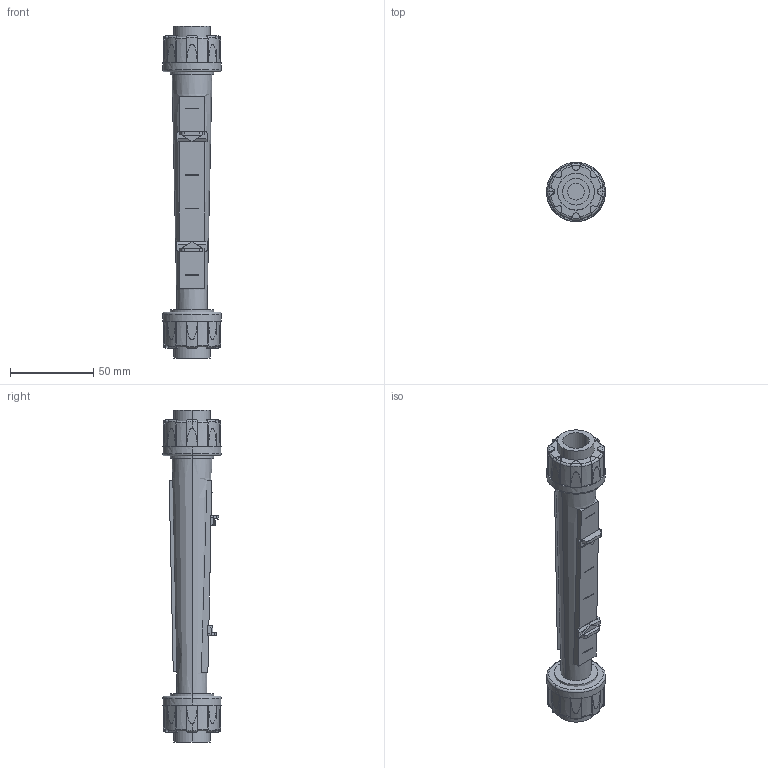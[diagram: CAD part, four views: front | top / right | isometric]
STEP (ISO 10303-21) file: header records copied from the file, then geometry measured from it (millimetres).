
FILE_DESCRIPTION(('STEP AP214'),'1');
FILE_NAME('cctmp_0DE9DC5B-BBFB-46F4-8507-321AE916A21F_2021_11_30_13_26_18_105..stp','2021-11-30T12:26:18',('ASV Stübbe GmbH & Co. KG'),('CADClick - www.CADClick.com'),'Spatial InterOp 3D',' ','unknown authorization');
FILE_SCHEMA(('AUTOMOTIVE_DESIGN'));
Length unit declared in the file: millimetre
Products named in the file (4): DFM 165-DN10-PVC-U Muffe DIN
Assembly tree (3 placements, depth 2):
  (unnamed)
    DFM 165-DN10-PVC-U Muffe DIN
    DFM 165-DN10-PVC-U Muffe DIN
    DFM 165-DN10-PVC-U Muffe DIN
Bounding box: 35.3 x 35.3 x 199 mm (x, y, z)
Volume: 77736.9 mm3; surface area: 37640.3 mm2
Topology: 7 solids, 7 shells, 331 faces, 866 edges, 548 vertices
Faces by surface type: plane 154, cylinder 91, torus 64, cone 22
Entity records: 14999 total; most frequent: CARTESIAN_POINT 4325, ORIENTED_EDGE 1668, DIRECTION 1630, EDGE_CURVE 834, AXIS2_PLACEMENT_3D 665, VERTEX_POINT 548, EDGE_LOOP 370, STYLED_ITEM 338
